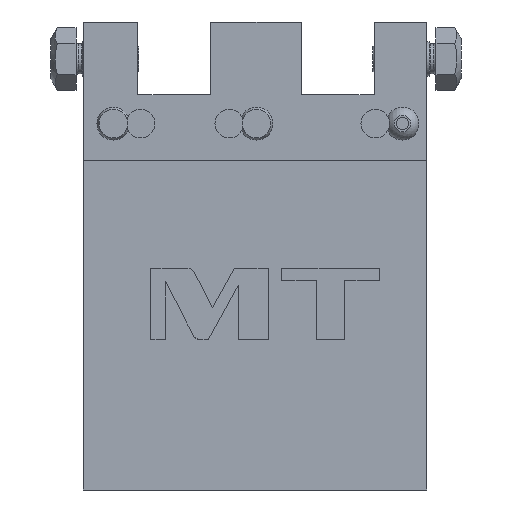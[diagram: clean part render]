
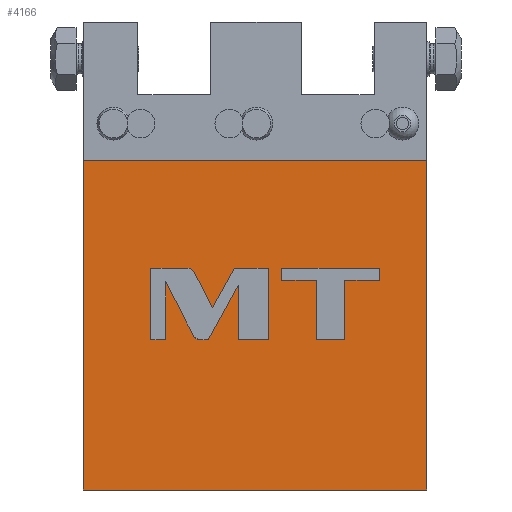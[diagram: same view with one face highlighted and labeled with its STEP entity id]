
A CAD part, left-side view. The second image highlights one B-rep face of the part: STEP entity #4166.
In plain terms, the highlighted planar face has unit normal (-1, 0, 0).
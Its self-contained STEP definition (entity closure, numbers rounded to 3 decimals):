
#609=DIRECTION('',(0.,-1.,0.));
#610=VECTOR('',#609,120.);
#611=CARTESIAN_POINT('',(-36.,63.5,-65.));
#612=LINE('',#611,#610);
#629=DIRECTION('',(0.,-1.,0.));
#630=VECTOR('',#629,120.);
#631=CARTESIAN_POINT('',(-36.,63.5,50.));
#632=LINE('',#631,#630);
#633=CARTESIAN_POINT('',(-36.,24.713,10.872));
#634=CARTESIAN_POINT('',(-36.,25.232,11.876));
#635=CARTESIAN_POINT('',(-36.,26.257,12.5));
#636=CARTESIAN_POINT('',(-36.,27.387,12.5));
#638=DIRECTION('',(0.,1.,0.));
#639=VECTOR('',#638,12.568);
#640=CARTESIAN_POINT('',(-36.,27.387,12.5));
#641=LINE('',#640,#639);
#642=DIRECTION('',(0.,0.,-1.));
#643=VECTOR('',#642,25.);
#644=CARTESIAN_POINT('',(-36.,39.955,12.5));
#645=LINE('',#644,#643);
#646=DIRECTION('',(0.,-1.,0.));
#647=VECTOR('',#646,5.2);
#648=CARTESIAN_POINT('',(-36.,39.955,-12.5));
#649=LINE('',#648,#647);
#650=DIRECTION('',(0.,0.,1.));
#651=VECTOR('',#650,20.253);
#652=CARTESIAN_POINT('',(-36.,34.755,-12.5));
#653=LINE('',#652,#651);
#654=DIRECTION('',(0.,-0.459,-0.888));
#655=VECTOR('',#654,20.967);
#656=CARTESIAN_POINT('',(-36.,34.755,7.753));
#657=LINE('',#656,#655);
#658=CARTESIAN_POINT('',(-36.,25.125,-10.872));
#659=CARTESIAN_POINT('',(-36.,24.605,-11.877));
#660=CARTESIAN_POINT('',(-36.,23.579,-12.5));
#661=CARTESIAN_POINT('',(-36.,22.448,-12.5));
#663=DIRECTION('',(0.,-1.,0.));
#664=VECTOR('',#663,2.608);
#665=CARTESIAN_POINT('',(-36.,22.448,-12.5));
#666=LINE('',#665,#664);
#667=DIRECTION('',(0.,-0.481,0.877));
#668=VECTOR('',#667,21.691);
#669=CARTESIAN_POINT('',(-36.,19.84,-12.5));
#670=LINE('',#669,#668);
#671=DIRECTION('',(0.,0.,-1.));
#672=VECTOR('',#671,19.015);
#673=CARTESIAN_POINT('',(-36.,9.402,6.515));
#674=LINE('',#673,#672);
#675=DIRECTION('',(0.,-1.,0.));
#676=VECTOR('',#675,10.52);
#677=CARTESIAN_POINT('',(-36.,9.402,-12.5));
#678=LINE('',#677,#676);
#679=DIRECTION('',(0.,0.,1.));
#680=VECTOR('',#679,25.);
#681=CARTESIAN_POINT('',(-36.,-1.118,-12.5));
#682=LINE('',#681,#680);
#683=DIRECTION('',(0.,1.,0.));
#684=VECTOR('',#683,11.86);
#685=CARTESIAN_POINT('',(-36.,-1.118,12.5));
#686=LINE('',#685,#684);
#687=DIRECTION('',(0.,0.481,-0.877));
#688=VECTOR('',#687,15.851);
#689=CARTESIAN_POINT('',(-36.,10.742,12.5));
#690=LINE('',#689,#688);
#691=DIRECTION('',(0.,0.459,0.888));
#692=VECTOR('',#691,13.81);
#693=CARTESIAN_POINT('',(-36.,18.37,-1.395));
#694=LINE('',#693,#692);
#695=DIRECTION('',(0.,0.,-1.));
#696=VECTOR('',#695,20.743);
#697=CARTESIAN_POINT('',(-36.,-17.931,8.243));
#698=LINE('',#697,#696);
#699=DIRECTION('',(0.,-1.,0.));
#700=VECTOR('',#699,9.903);
#701=CARTESIAN_POINT('',(-36.,-17.931,-12.5));
#702=LINE('',#701,#700);
#703=DIRECTION('',(0.,0.,1.));
#704=VECTOR('',#703,20.743);
#705=CARTESIAN_POINT('',(-36.,-27.834,-12.5));
#706=LINE('',#705,#704);
#707=DIRECTION('',(0.,-1.,0.));
#708=VECTOR('',#707,12.12);
#709=CARTESIAN_POINT('',(-36.,-27.834,8.243));
#710=LINE('',#709,#708);
#711=DIRECTION('',(0.,0.,1.));
#712=VECTOR('',#711,4.257);
#713=CARTESIAN_POINT('',(-36.,-39.954,8.243));
#714=LINE('',#713,#712);
#715=DIRECTION('',(0.,1.,0.));
#716=VECTOR('',#715,34.143);
#717=CARTESIAN_POINT('',(-36.,-39.954,12.5));
#718=LINE('',#717,#716);
#719=DIRECTION('',(0.,0.,-1.));
#720=VECTOR('',#719,4.257);
#721=CARTESIAN_POINT('',(-36.,-5.811,12.5));
#722=LINE('',#721,#720);
#723=DIRECTION('',(0.,-1.,0.));
#724=VECTOR('',#723,12.12);
#725=CARTESIAN_POINT('',(-36.,-5.811,8.243));
#726=LINE('',#725,#724);
#731=DIRECTION('',(0.,0.,1.));
#732=VECTOR('',#731,115.);
#733=CARTESIAN_POINT('',(-36.,63.5,-65.));
#734=LINE('',#733,#732);
#861=DIRECTION('',(0.,0.,1.));
#862=VECTOR('',#861,115.);
#863=CARTESIAN_POINT('',(-36.,-56.5,-65.));
#864=LINE('',#863,#862);
#2771=CARTESIAN_POINT('',(-36.,63.5,-65.));
#2772=CARTESIAN_POINT('',(-36.,-56.5,-65.));
#2773=VERTEX_POINT('',#2771);
#2774=VERTEX_POINT('',#2772);
#2775=CARTESIAN_POINT('',(-36.,63.5,50.));
#2776=CARTESIAN_POINT('',(-36.,-56.5,50.));
#2777=VERTEX_POINT('',#2775);
#2778=VERTEX_POINT('',#2776);
#3320=VERTEX_POINT('',#633);
#3321=VERTEX_POINT('',#636);
#3322=CARTESIAN_POINT('',(-36.,39.955,12.5));
#3323=VERTEX_POINT('',#3322);
#3324=CARTESIAN_POINT('',(-36.,39.955,-12.5));
#3325=VERTEX_POINT('',#3324);
#3326=CARTESIAN_POINT('',(-36.,34.755,-12.5));
#3327=VERTEX_POINT('',#3326);
#3328=CARTESIAN_POINT('',(-36.,34.755,7.753));
#3329=VERTEX_POINT('',#3328);
#3330=CARTESIAN_POINT('',(-36.,25.125,-10.872));
#3331=VERTEX_POINT('',#3330);
#3332=VERTEX_POINT('',#661);
#3333=CARTESIAN_POINT('',(-36.,19.84,-12.5));
#3334=VERTEX_POINT('',#3333);
#3335=CARTESIAN_POINT('',(-36.,9.402,6.515));
#3336=VERTEX_POINT('',#3335);
#3337=CARTESIAN_POINT('',(-36.,9.402,-12.5));
#3338=VERTEX_POINT('',#3337);
#3339=CARTESIAN_POINT('',(-36.,-1.118,-12.5));
#3340=VERTEX_POINT('',#3339);
#3341=CARTESIAN_POINT('',(-36.,-1.118,12.5));
#3342=VERTEX_POINT('',#3341);
#3343=CARTESIAN_POINT('',(-36.,10.742,12.5));
#3344=VERTEX_POINT('',#3343);
#3345=CARTESIAN_POINT('',(-36.,18.37,-1.395));
#3346=VERTEX_POINT('',#3345);
#3347=CARTESIAN_POINT('',(-36.,-17.931,8.243));
#3348=CARTESIAN_POINT('',(-36.,-17.931,-12.5));
#3349=VERTEX_POINT('',#3347);
#3350=VERTEX_POINT('',#3348);
#3351=CARTESIAN_POINT('',(-36.,-27.834,-12.5));
#3352=VERTEX_POINT('',#3351);
#3353=CARTESIAN_POINT('',(-36.,-27.834,8.243));
#3354=VERTEX_POINT('',#3353);
#3355=CARTESIAN_POINT('',(-36.,-39.954,8.243));
#3356=VERTEX_POINT('',#3355);
#3357=CARTESIAN_POINT('',(-36.,-39.954,12.5));
#3358=VERTEX_POINT('',#3357);
#3359=CARTESIAN_POINT('',(-36.,-5.811,12.5));
#3360=VERTEX_POINT('',#3359);
#3361=CARTESIAN_POINT('',(-36.,-5.811,8.243));
#3362=VERTEX_POINT('',#3361);
#4102=CARTESIAN_POINT('',(-36.,75.5,50.));
#4103=DIRECTION('',(1.,0.,0.));
#4104=DIRECTION('',(0.,0.,-1.));
#4105=AXIS2_PLACEMENT_3D('',#4102,#4103,#4104);
#4106=PLANE('',#4105);
#4107=ORIENTED_EDGE('',*,*,#4090,.F.);
#4109=ORIENTED_EDGE('',*,*,#4108,.T.);
#4111=ORIENTED_EDGE('',*,*,#4110,.T.);
#4113=ORIENTED_EDGE('',*,*,#4112,.F.);
#4114=EDGE_LOOP('',(#4107,#4109,#4111,#4113));
#4115=FACE_OUTER_BOUND('',#4114,.F.);
#4117=ORIENTED_EDGE('',*,*,#4116,.T.);
#4119=ORIENTED_EDGE('',*,*,#4118,.T.);
#4121=ORIENTED_EDGE('',*,*,#4120,.T.);
#4123=ORIENTED_EDGE('',*,*,#4122,.T.);
#4125=ORIENTED_EDGE('',*,*,#4124,.T.);
#4127=ORIENTED_EDGE('',*,*,#4126,.T.);
#4129=ORIENTED_EDGE('',*,*,#4128,.T.);
#4131=ORIENTED_EDGE('',*,*,#4130,.T.);
#4133=ORIENTED_EDGE('',*,*,#4132,.T.);
#4135=ORIENTED_EDGE('',*,*,#4134,.T.);
#4137=ORIENTED_EDGE('',*,*,#4136,.T.);
#4139=ORIENTED_EDGE('',*,*,#4138,.T.);
#4141=ORIENTED_EDGE('',*,*,#4140,.T.);
#4143=ORIENTED_EDGE('',*,*,#4142,.T.);
#4145=ORIENTED_EDGE('',*,*,#4144,.T.);
#4146=EDGE_LOOP('',(#4117,#4119,#4121,#4123,#4125,#4127,#4129,#4131,#4133,#4135,
#4137,#4139,#4141,#4143,#4145));
#4147=FACE_BOUND('',#4146,.F.);
#4149=ORIENTED_EDGE('',*,*,#4148,.T.);
#4151=ORIENTED_EDGE('',*,*,#4150,.T.);
#4153=ORIENTED_EDGE('',*,*,#4152,.T.);
#4155=ORIENTED_EDGE('',*,*,#4154,.T.);
#4157=ORIENTED_EDGE('',*,*,#4156,.T.);
#4159=ORIENTED_EDGE('',*,*,#4158,.T.);
#4161=ORIENTED_EDGE('',*,*,#4160,.T.);
#4163=ORIENTED_EDGE('',*,*,#4162,.T.);
#4164=EDGE_LOOP('',(#4149,#4151,#4153,#4155,#4157,#4159,#4161,#4163));
#4165=FACE_BOUND('',#4164,.F.);
#4166=ADVANCED_FACE('',(#4115,#4147,#4165),#4106,.F.);
#637=B_SPLINE_CURVE_WITH_KNOTS('',3,(#633,#634,#635,#636),.UNSPECIFIED.,.F.,.F.,
(4,4),(0.,1.),.UNSPECIFIED.);
#662=B_SPLINE_CURVE_WITH_KNOTS('',3,(#658,#659,#660,#661),.UNSPECIFIED.,.F.,.F.,
(4,4),(0.,1.),.UNSPECIFIED.);
#4090=EDGE_CURVE('',#2773,#2774,#612,.T.);
#4108=EDGE_CURVE('',#2773,#2777,#734,.T.);
#4110=EDGE_CURVE('',#2777,#2778,#632,.T.);
#4112=EDGE_CURVE('',#2774,#2778,#864,.T.);
#4116=EDGE_CURVE('',#3320,#3321,#637,.T.);
#4118=EDGE_CURVE('',#3321,#3323,#641,.T.);
#4120=EDGE_CURVE('',#3323,#3325,#645,.T.);
#4122=EDGE_CURVE('',#3325,#3327,#649,.T.);
#4124=EDGE_CURVE('',#3327,#3329,#653,.T.);
#4126=EDGE_CURVE('',#3329,#3331,#657,.T.);
#4128=EDGE_CURVE('',#3331,#3332,#662,.T.);
#4130=EDGE_CURVE('',#3332,#3334,#666,.T.);
#4132=EDGE_CURVE('',#3334,#3336,#670,.T.);
#4134=EDGE_CURVE('',#3336,#3338,#674,.T.);
#4136=EDGE_CURVE('',#3338,#3340,#678,.T.);
#4138=EDGE_CURVE('',#3340,#3342,#682,.T.);
#4140=EDGE_CURVE('',#3342,#3344,#686,.T.);
#4142=EDGE_CURVE('',#3344,#3346,#690,.T.);
#4144=EDGE_CURVE('',#3346,#3320,#694,.T.);
#4148=EDGE_CURVE('',#3349,#3350,#698,.T.);
#4150=EDGE_CURVE('',#3350,#3352,#702,.T.);
#4152=EDGE_CURVE('',#3352,#3354,#706,.T.);
#4154=EDGE_CURVE('',#3354,#3356,#710,.T.);
#4156=EDGE_CURVE('',#3356,#3358,#714,.T.);
#4158=EDGE_CURVE('',#3358,#3360,#718,.T.);
#4160=EDGE_CURVE('',#3360,#3362,#722,.T.);
#4162=EDGE_CURVE('',#3362,#3349,#726,.T.);
